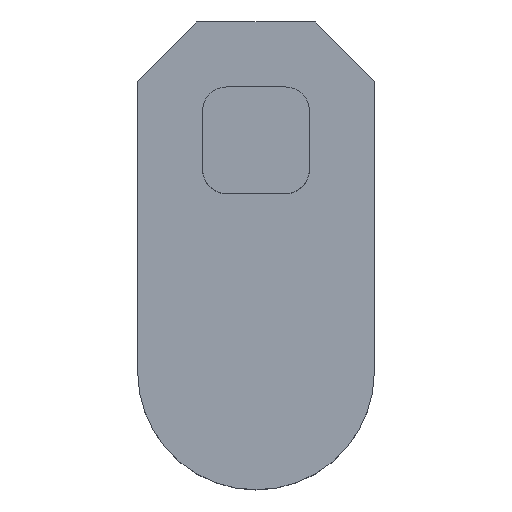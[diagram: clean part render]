
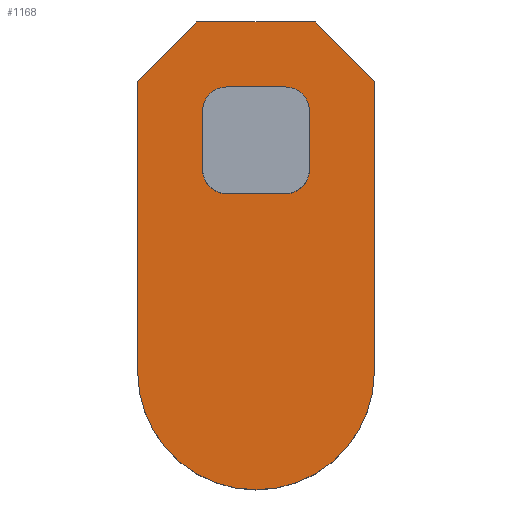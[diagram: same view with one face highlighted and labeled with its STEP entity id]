
A CAD part, top view. The second image highlights one B-rep face of the part: STEP entity #1168.
In plain terms, the highlighted planar face has unit normal (0, 0, 1).
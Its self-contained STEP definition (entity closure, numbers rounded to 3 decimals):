
#10 = LINE ( 'NONE', #353, #493 ) ;
#11 = DIRECTION ( 'NONE',  ( 0., 0., 1. ) ) ;
#13 = ORIENTED_EDGE ( 'NONE', *, *, #552, .T. ) ;
#18 = DIRECTION ( 'NONE',  ( 1., 0., 0. ) ) ;
#32 = VERTEX_POINT ( 'NONE', #648 ) ;
#38 = ORIENTED_EDGE ( 'NONE', *, *, #1012, .T. ) ;
#40 = LINE ( 'NONE', #531, #249 ) ;
#44 = EDGE_CURVE ( 'NONE', #312, #798, #916, .T. ) ;
#46 = ORIENTED_EDGE ( 'NONE', *, *, #512, .F. ) ;
#50 = ORIENTED_EDGE ( 'NONE', *, *, #583, .F. ) ;
#85 = CARTESIAN_POINT ( 'NONE',  ( -9., 30., 0. ) ) ;
#90 = DIRECTION ( 'NONE',  ( 1., 0., 0. ) ) ;
#99 = CARTESIAN_POINT ( 'NONE',  ( 0., 59., 0. ) ) ;
#106 = CARTESIAN_POINT ( 'NONE',  ( 5., 34., 0. ) ) ;
#109 = CARTESIAN_POINT ( 'NONE',  ( 5., 30., 0. ) ) ;
#113 = DIRECTION ( 'NONE',  ( 1., 0., 0. ) ) ;
#115 = VERTEX_POINT ( 'NONE', #1151 ) ;
#118 = CARTESIAN_POINT ( 'NONE',  ( -9., 48., 0. ) ) ;
#121 = DIRECTION ( 'NONE',  ( 0., 0., -1. ) ) ;
#133 = DIRECTION ( 'NONE',  ( 0., 0., 1. ) ) ;
#156 = DIRECTION ( 'NONE',  ( 0., -1., 0. ) ) ;
#160 = DIRECTION ( 'NONE',  ( 0.707, 0.707, 0. ) ) ;
#169 = ORIENTED_EDGE ( 'NONE', *, *, #1065, .T. ) ;
#189 = AXIS2_PLACEMENT_3D ( 'NONE', #772, #300, #299 ) ;
#214 = LINE ( 'NONE', #1075, #1233 ) ;
#236 = CARTESIAN_POINT ( 'NONE',  ( 9., 48., 0. ) ) ;
#249 = VECTOR ( 'NONE', #445, 1000. ) ;
#260 = CARTESIAN_POINT ( 'NONE',  ( 34.5, 34.5, 0. ) ) ;
#274 = EDGE_CURVE ( 'NONE', #418, #505, #739, .T. ) ;
#279 = ORIENTED_EDGE ( 'NONE', *, *, #44, .F. ) ;
#293 = EDGE_CURVE ( 'NONE', #115, #605, #214, .T. ) ;
#299 = DIRECTION ( 'NONE',  ( 1., 0., 0. ) ) ;
#300 = DIRECTION ( 'NONE',  ( 0., 0., -1. ) ) ;
#302 = CARTESIAN_POINT ( 'NONE',  ( -20., 49., 0. ) ) ;
#306 = CIRCLE ( 'NONE', #807, 4. ) ;
#312 = VERTEX_POINT ( 'NONE', #302 ) ;
#318 = VECTOR ( 'NONE', #160, 1000. ) ;
#322 = EDGE_CURVE ( 'NONE', #381, #384, #556, .T. ) ;
#332 = DIRECTION ( 'NONE',  ( 0., 0., -1. ) ) ;
#344 = LINE ( 'NONE', #260, #956 ) ;
#353 = CARTESIAN_POINT ( 'NONE',  ( 20., 0., 0. ) ) ;
#381 = VERTEX_POINT ( 'NONE', #1202 ) ;
#384 = VERTEX_POINT ( 'NONE', #622 ) ;
#418 = VERTEX_POINT ( 'NONE', #439 ) ;
#435 = PLANE ( 'NONE',  #899 ) ;
#438 = DIRECTION ( 'NONE',  ( 0., 1., 0. ) ) ;
#439 = CARTESIAN_POINT ( 'NONE',  ( -20., 0., 0. ) ) ;
#445 = DIRECTION ( 'NONE',  ( 0., 1., 0. ) ) ;
#477 = CARTESIAN_POINT ( 'NONE',  ( -34.5, 34.5, 0. ) ) ;
#492 = CARTESIAN_POINT ( 'NONE',  ( -5., 30., 0. ) ) ;
#493 = VECTOR ( 'NONE', #156, 1000. ) ;
#505 = VERTEX_POINT ( 'NONE', #1033 ) ;
#506 = LINE ( 'NONE', #99, #1045 ) ;
#507 = CARTESIAN_POINT ( 'NONE',  ( 5., 44., 0. ) ) ;
#512 = EDGE_CURVE ( 'NONE', #1170, #505, #10, .T. ) ;
#515 = CARTESIAN_POINT ( 'NONE',  ( -5., 34., 0. ) ) ;
#531 = CARTESIAN_POINT ( 'NONE',  ( -20., 0., 0. ) ) ;
#537 = CARTESIAN_POINT ( 'NONE',  ( 20., 49., 0. ) ) ;
#541 = DIRECTION ( 'NONE',  ( 1., 0., 0. ) ) ;
#543 = LINE ( 'NONE', #85, #764 ) ;
#545 = EDGE_LOOP ( 'NONE', ( #1044, #677, #46, #50, #1080, #279 ) ) ;
#546 = CARTESIAN_POINT ( 'NONE',  ( 10., 59., 0. ) ) ;
#552 = EDGE_CURVE ( 'NONE', #115, #384, #1020, .T. ) ;
#556 = LINE ( 'NONE', #118, #1106 ) ;
#560 = VERTEX_POINT ( 'NONE', #492 ) ;
#583 = EDGE_CURVE ( 'NONE', #1219, #1170, #344, .T. ) ;
#595 = FACE_OUTER_BOUND ( 'NONE', #545, .T. ) ;
#605 = VERTEX_POINT ( 'NONE', #671 ) ;
#622 = CARTESIAN_POINT ( 'NONE',  ( -5., 48., 0. ) ) ;
#642 = AXIS2_PLACEMENT_3D ( 'NONE', #507, #716, #113 ) ;
#648 = CARTESIAN_POINT ( 'NONE',  ( 9., 44., 0. ) ) ;
#655 = CIRCLE ( 'NONE', #909, 4. ) ;
#663 = EDGE_CURVE ( 'NONE', #560, #988, #543, .T. ) ;
#669 = LINE ( 'NONE', #236, #1194 ) ;
#671 = CARTESIAN_POINT ( 'NONE',  ( -9., 34., 0. ) ) ;
#677 = ORIENTED_EDGE ( 'NONE', *, *, #274, .T. ) ;
#716 = DIRECTION ( 'NONE',  ( 0., 0., -1. ) ) ;
#730 = AXIS2_PLACEMENT_3D ( 'NONE', #906, #11, #889 ) ;
#739 = CIRCLE ( 'NONE', #730, 20. ) ;
#764 = VECTOR ( 'NONE', #90, 1000. ) ;
#768 = EDGE_CURVE ( 'NONE', #798, #1219, #506, .T. ) ;
#772 = CARTESIAN_POINT ( 'NONE',  ( -5., 44., 0. ) ) ;
#774 = EDGE_CURVE ( 'NONE', #1228, #988, #306, .T. ) ;
#798 = VERTEX_POINT ( 'NONE', #1097 ) ;
#802 = DIRECTION ( 'NONE',  ( -1., 0., 0. ) ) ;
#807 = AXIS2_PLACEMENT_3D ( 'NONE', #106, #121, #1081 ) ;
#817 = EDGE_LOOP ( 'NONE', ( #1116, #38, #1225, #1147, #1007, #169, #826, #13 ) ) ;
#824 = FACE_BOUND ( 'NONE', #817, .T. ) ;
#826 = ORIENTED_EDGE ( 'NONE', *, *, #293, .F. ) ;
#838 = EDGE_CURVE ( 'NONE', #418, #312, #40, .T. ) ;
#842 = CARTESIAN_POINT ( 'NONE',  ( 9., 34., 0. ) ) ;
#858 = DIRECTION ( 'NONE',  ( 0.707, -0.707, 0. ) ) ;
#871 = EDGE_CURVE ( 'NONE', #1228, #32, #669, .T. ) ;
#889 = DIRECTION ( 'NONE',  ( 1., 0., 0. ) ) ;
#899 = AXIS2_PLACEMENT_3D ( 'NONE', #1109, #133, #541 ) ;
#903 = DIRECTION ( 'NONE',  ( 1., 0., 0. ) ) ;
#906 = CARTESIAN_POINT ( 'NONE',  ( 0., 0., 0. ) ) ;
#909 = AXIS2_PLACEMENT_3D ( 'NONE', #515, #332, #903 ) ;
#916 = LINE ( 'NONE', #477, #318 ) ;
#956 = VECTOR ( 'NONE', #858, 1000. ) ;
#975 = DIRECTION ( 'NONE',  ( 0., -1., 0. ) ) ;
#988 = VERTEX_POINT ( 'NONE', #109 ) ;
#1007 = ORIENTED_EDGE ( 'NONE', *, *, #663, .F. ) ;
#1012 = EDGE_CURVE ( 'NONE', #381, #32, #1103, .T. ) ;
#1020 = CIRCLE ( 'NONE', #189, 4. ) ;
#1033 = CARTESIAN_POINT ( 'NONE',  ( 20., 0., 0. ) ) ;
#1044 = ORIENTED_EDGE ( 'NONE', *, *, #838, .F. ) ;
#1045 = VECTOR ( 'NONE', #18, 1000. ) ;
#1065 = EDGE_CURVE ( 'NONE', #560, #605, #655, .T. ) ;
#1075 = CARTESIAN_POINT ( 'NONE',  ( -9., 48., 0. ) ) ;
#1080 = ORIENTED_EDGE ( 'NONE', *, *, #768, .F. ) ;
#1081 = DIRECTION ( 'NONE',  ( 1., 0., 0. ) ) ;
#1097 = CARTESIAN_POINT ( 'NONE',  ( -10., 59., 0. ) ) ;
#1103 = CIRCLE ( 'NONE', #642, 4. ) ;
#1106 = VECTOR ( 'NONE', #802, 1000. ) ;
#1109 = CARTESIAN_POINT ( 'NONE',  ( 0., 0., 0. ) ) ;
#1116 = ORIENTED_EDGE ( 'NONE', *, *, #322, .F. ) ;
#1147 = ORIENTED_EDGE ( 'NONE', *, *, #774, .T. ) ;
#1151 = CARTESIAN_POINT ( 'NONE',  ( -9., 44., 0. ) ) ;
#1168 = ADVANCED_FACE ( 'NONE', ( #595, #824 ), #435, .T. ) ;
#1170 = VERTEX_POINT ( 'NONE', #537 ) ;
#1194 = VECTOR ( 'NONE', #438, 1000. ) ;
#1202 = CARTESIAN_POINT ( 'NONE',  ( 5., 48., 0. ) ) ;
#1219 = VERTEX_POINT ( 'NONE', #546 ) ;
#1225 = ORIENTED_EDGE ( 'NONE', *, *, #871, .F. ) ;
#1228 = VERTEX_POINT ( 'NONE', #842 ) ;
#1233 = VECTOR ( 'NONE', #975, 1000. ) ;
